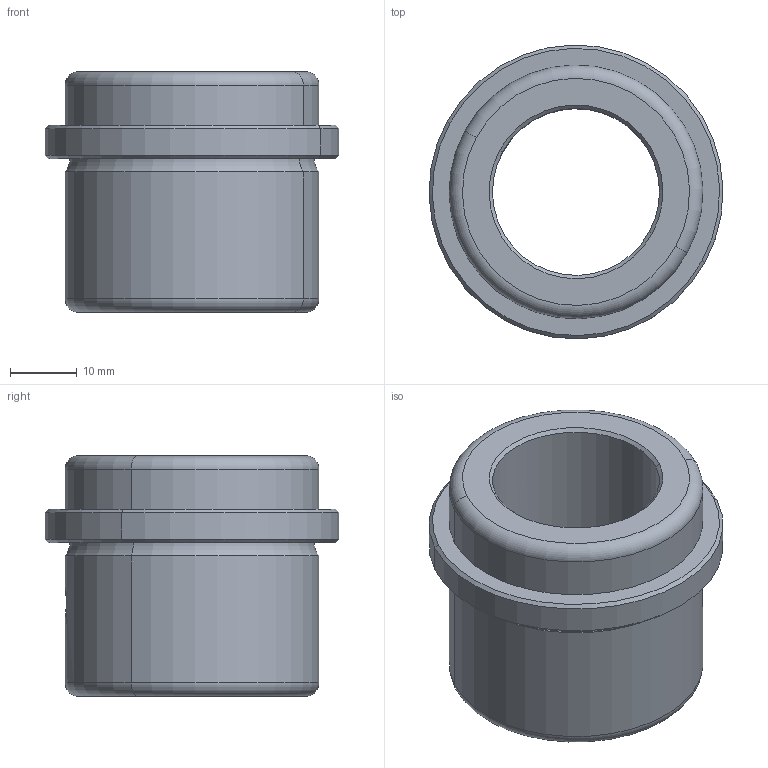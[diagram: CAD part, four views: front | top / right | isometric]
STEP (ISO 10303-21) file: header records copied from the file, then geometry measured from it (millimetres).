
FILE_DESCRIPTION(('CATIA V5 STEP Exchange'),'2;1');
FILE_NAME('RDBA200C.2536.stp','2017-03-07T13:52:17+00:00',('none'),('none'),'CATIA Version 5 Release 19 GA (IN-10)','CATIA V5 STEP AP203','none');
FILE_SCHEMA(('CONFIG_CONTROL_DESIGN'));
Length unit declared in the file: millimetre
Products named in the file (1): RDBA200C.2536
Bounding box: 43.99 x 43.99 x 36 mm (x, y, z)
Volume: 24594 mm3; surface area: 9101.4 mm2
Topology: 1 solids, 1 shells, 28 faces, 63 edges, 45 vertices
Faces by surface type: cylinder 10, cone 8, torus 6, plane 4
Entity records: 816 total; most frequent: CARTESIAN_POINT 181, ORIENTED_EDGE 116, DIRECTION 101, AXIS2_PLACEMENT_3D 60, EDGE_CURVE 58, CIRCLE 38, EDGE_LOOP 34, VERTEX_POINT 34
